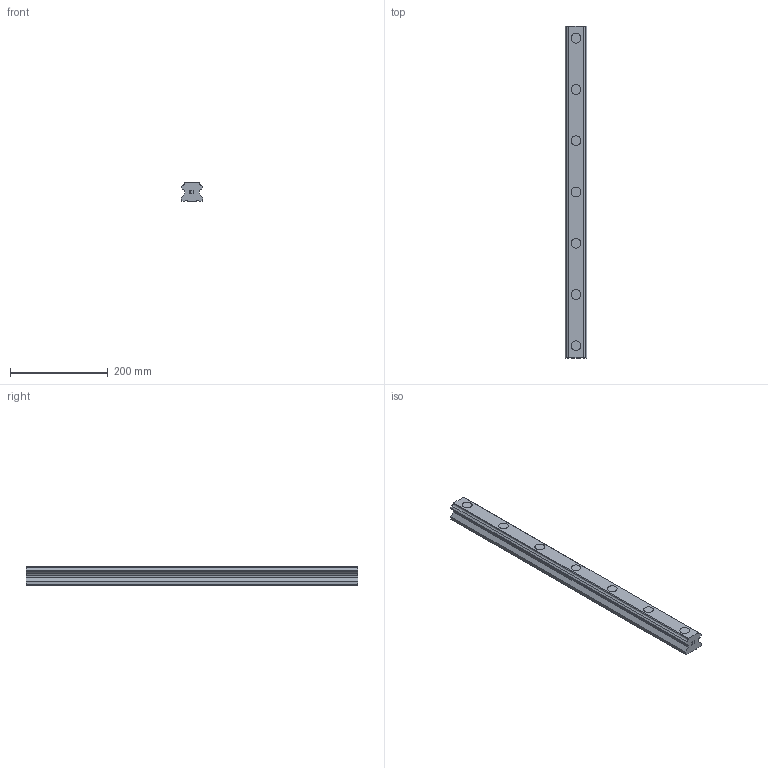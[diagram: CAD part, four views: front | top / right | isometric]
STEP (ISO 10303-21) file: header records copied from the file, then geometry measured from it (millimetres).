
FILE_DESCRIPTION(('STEP AP214'),'1');
FILE_NAME('cctmp_6304C5C7-939E-42D9-BDED-0F4F832A2961_2020_10_29_9_27_44_818..stp','2020-10-29T08:27:44',('HIWIN GmbH'),('CADClick - www.CADClick.com'),'Spatial InterOp 3D',' ','unknown authorization');
FILE_SCHEMA(('AUTOMOTIVE_DESIGN'));
Length unit declared in the file: millimetre
Products named in the file (1): HGR45R680H_FILE
Bounding box: 45 x 680 x 38 mm (x, y, z)
Volume: 910520.3 mm3; surface area: 135232.5 mm2
Topology: 1 solids, 1 shells, 160 faces, 399 edges, 266 vertices
Faces by surface type: plane 114, cylinder 46
Entity records: 6059 total; most frequent: CARTESIAN_POINT 826, DIRECTION 813, ORIENTED_EDGE 798, EDGE_CURVE 399, LINE 307, VECTOR 307, VERTEX_POINT 266, AXIS2_PLACEMENT_3D 253
